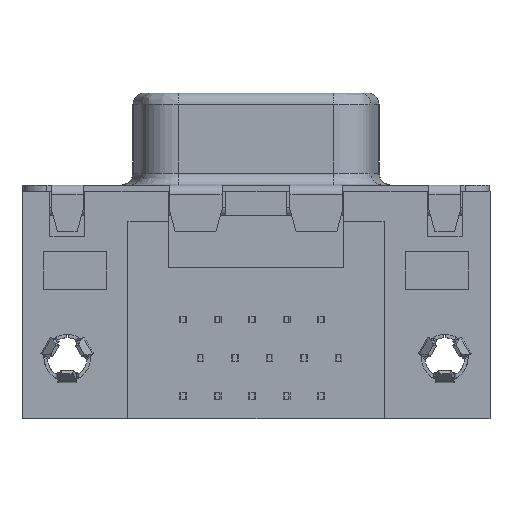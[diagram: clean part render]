
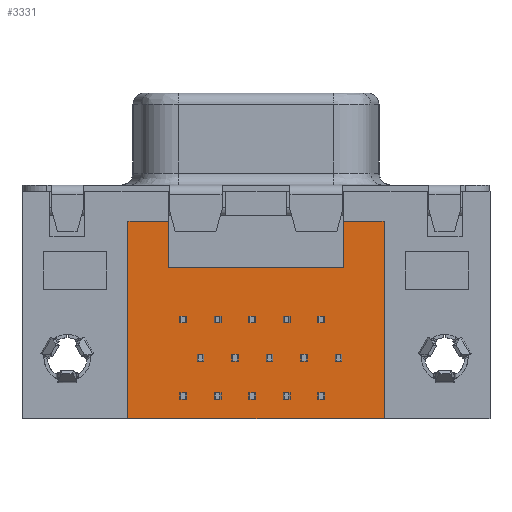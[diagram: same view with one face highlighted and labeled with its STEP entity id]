
A CAD part, front view. The second image highlights one B-rep face of the part: STEP entity #3331.
In plain terms, the highlighted planar face has unit normal (0, -1, 0).
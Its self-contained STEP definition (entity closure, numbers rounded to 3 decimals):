
#21 = VERTEX_POINT ( 'NONE', #21444 ) ;
#43 = CARTESIAN_POINT ( 'NONE',  ( -0.005, 0.8, 5.95 ) ) ;
#558 = DIRECTION ( 'NONE',  ( -1., 0., 0. ) ) ;
#2051 = EDGE_LOOP ( 'NONE', ( #21853, #36457, #13079, #6876, #10829, #39351, #40509, #11963 ) ) ;
#2062 = LINE ( 'NONE', #35350, #28586 ) ;
#2138 = CARTESIAN_POINT ( 'NONE',  ( -0.005, 0.8, -4.05 ) ) ;
#2747 = LINE ( 'NONE', #2138, #21007 ) ;
#2764 = EDGE_CURVE ( 'NONE', #21929, #12412, #26477, .T. ) ;
#3331 = ADVANCED_FACE ( 'NONE', ( #22513 ), #18990, .T. ) ;
#3435 = CARTESIAN_POINT ( 'NONE',  ( -5.805, 0.8, 9.03 ) ) ;
#4651 = LINE ( 'NONE', #7738, #9610 ) ;
#6386 = CARTESIAN_POINT ( 'NONE',  ( 8.475, 0.8, 9.03 ) ) ;
#6629 = DIRECTION ( 'NONE',  ( -1., 0., 0. ) ) ;
#6876 = ORIENTED_EDGE ( 'NONE', *, *, #36848, .F. ) ;
#7146 = DIRECTION ( 'NONE',  ( 0., 0., 1. ) ) ;
#7738 = CARTESIAN_POINT ( 'NONE',  ( 5.795, 0.8, 11.03 ) ) ;
#8107 = LINE ( 'NONE', #25128, #30082 ) ;
#9244 = VECTOR ( 'NONE', #7146, 1000. ) ;
#9610 = VECTOR ( 'NONE', #38458, 1000. ) ;
#9958 = CARTESIAN_POINT ( 'NONE',  ( -5.805, 0.8, 5.95 ) ) ;
#10829 = ORIENTED_EDGE ( 'NONE', *, *, #36641, .T. ) ;
#11063 = EDGE_CURVE ( 'NONE', #21, #34717, #27533, .T. ) ;
#11691 = DIRECTION ( 'NONE',  ( -1., 0., 0. ) ) ;
#11963 = ORIENTED_EDGE ( 'NONE', *, *, #2764, .T. ) ;
#12112 = LINE ( 'NONE', #18070, #38066 ) ;
#12412 = VERTEX_POINT ( 'NONE', #9958 ) ;
#13079 = ORIENTED_EDGE ( 'NONE', *, *, #11063, .T. ) ;
#16189 = CARTESIAN_POINT ( 'NONE',  ( 8.475, 0.8, -4.05 ) ) ;
#16624 = EDGE_CURVE ( 'NONE', #18406, #21, #8107, .T. ) ;
#17592 = LINE ( 'NONE', #28773, #9244 ) ;
#18070 = CARTESIAN_POINT ( 'NONE',  ( -0.005, 0.8, 9.03 ) ) ;
#18406 = VERTEX_POINT ( 'NONE', #38386 ) ;
#18440 = EDGE_CURVE ( 'NONE', #12412, #18406, #2062, .T. ) ;
#18990 = PLANE ( 'NONE',  #28296 ) ;
#19260 = VECTOR ( 'NONE', #22269, 1000. ) ;
#21007 = VECTOR ( 'NONE', #11691, 1000. ) ;
#21444 = CARTESIAN_POINT ( 'NONE',  ( -8.485, 0.8, 9.03 ) ) ;
#21853 = ORIENTED_EDGE ( 'NONE', *, *, #18440, .T. ) ;
#21929 = VERTEX_POINT ( 'NONE', #26847 ) ;
#22269 = DIRECTION ( 'NONE',  ( 0., 0., -1. ) ) ;
#22334 = DIRECTION ( 'NONE',  ( -1., 0., 0. ) ) ;
#22513 = FACE_OUTER_BOUND ( 'NONE', #2051, .T. ) ;
#24275 = EDGE_CURVE ( 'NONE', #32549, #21929, #4651, .T. ) ;
#25128 = CARTESIAN_POINT ( 'NONE',  ( -0.005, 0.8, 9.03 ) ) ;
#26477 = LINE ( 'NONE', #43, #40678 ) ;
#26518 = VERTEX_POINT ( 'NONE', #6386 ) ;
#26847 = CARTESIAN_POINT ( 'NONE',  ( 5.795, 0.8, 5.95 ) ) ;
#27533 = LINE ( 'NONE', #28924, #19260 ) ;
#28296 = AXIS2_PLACEMENT_3D ( 'NONE', #3435, #31959, #6629 ) ;
#28586 = VECTOR ( 'NONE', #28749, 1000. ) ;
#28749 = DIRECTION ( 'NONE',  ( 0., 0., 1. ) ) ;
#28773 = CARTESIAN_POINT ( 'NONE',  ( 8.475, 0.8, 11.03 ) ) ;
#28924 = CARTESIAN_POINT ( 'NONE',  ( -8.485, 0.8, 11.03 ) ) ;
#30082 = VECTOR ( 'NONE', #558, 1000. ) ;
#30437 = CARTESIAN_POINT ( 'NONE',  ( 5.795, 0.8, 9.03 ) ) ;
#31959 = DIRECTION ( 'NONE',  ( 0., -1., 0. ) ) ;
#32549 = VERTEX_POINT ( 'NONE', #30437 ) ;
#34717 = VERTEX_POINT ( 'NONE', #35942 ) ;
#35350 = CARTESIAN_POINT ( 'NONE',  ( -5.805, 0.8, 11.03 ) ) ;
#35942 = CARTESIAN_POINT ( 'NONE',  ( -8.485, 0.8, -4.05 ) ) ;
#36457 = ORIENTED_EDGE ( 'NONE', *, *, #16624, .T. ) ;
#36641 = EDGE_CURVE ( 'NONE', #39422, #26518, #17592, .T. ) ;
#36848 = EDGE_CURVE ( 'NONE', #39422, #34717, #2747, .T. ) ;
#38066 = VECTOR ( 'NONE', #39963, 1000. ) ;
#38386 = CARTESIAN_POINT ( 'NONE',  ( -5.805, 0.8, 9.03 ) ) ;
#38458 = DIRECTION ( 'NONE',  ( 0., 0., -1. ) ) ;
#39351 = ORIENTED_EDGE ( 'NONE', *, *, #40126, .T. ) ;
#39422 = VERTEX_POINT ( 'NONE', #16189 ) ;
#39963 = DIRECTION ( 'NONE',  ( -1., 0., 0. ) ) ;
#40126 = EDGE_CURVE ( 'NONE', #26518, #32549, #12112, .T. ) ;
#40509 = ORIENTED_EDGE ( 'NONE', *, *, #24275, .T. ) ;
#40678 = VECTOR ( 'NONE', #22334, 1000. ) ;
